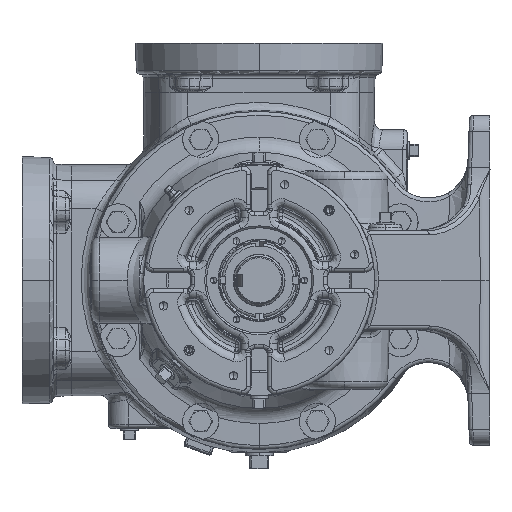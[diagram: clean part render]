
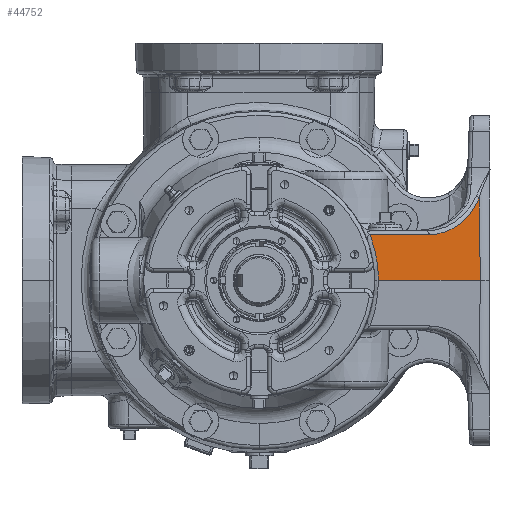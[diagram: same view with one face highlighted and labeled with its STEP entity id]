
A CAD part, left-side view. The second image highlights one B-rep face of the part: STEP entity #44752.
In plain terms, the highlighted planar face has unit normal (-0.642, -0.766, 0.035).
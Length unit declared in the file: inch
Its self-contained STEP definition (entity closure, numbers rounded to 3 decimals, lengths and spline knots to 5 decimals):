
#2647 = CARTESIAN_POINT ( 'NONE',  ( -9.66699, -3.61717, 0. ) ) ;
#7690 = AXIS2_PLACEMENT_3D ( 'NONE', #223619, #131577, #130374 ) ;
#13182 = ORIENTED_EDGE ( 'NONE', *, *, #48328, .T. ) ;
#13478 = ORIENTED_EDGE ( 'NONE', *, *, #64353, .T. ) ;
#39762 = LINE ( 'NONE', #131834, #145704 ) ;
#44752 = ADVANCED_FACE ( 'Defeatured_0_3432', ( #166748 ), #170320, .T. ) ;
#47151 = VERTEX_POINT ( 'NONE', #95287 ) ;
#48328 = EDGE_CURVE ( 'NONE', #85062, #172402, #207419, .T. ) ;
#54673 = CARTESIAN_POINT ( 'NONE',  ( -5.35964, -7.16837, 1.38419 ) ) ;
#55414 = EDGE_CURVE ( 'NONE', #172402, #47151, #163795, .T. ) ;
#59034 = VERTEX_POINT ( 'NONE', #118528 ) ;
#59526 = EDGE_CURVE ( 'NONE', #109434, #59034, #171009, .T. ) ;
#60545 = CARTESIAN_POINT ( 'NONE',  ( -7.76069, -5.15365, 1.38419 ) ) ;
#63085 = VECTOR ( 'NONE', #220651, 39.37008 ) ;
#64353 = EDGE_CURVE ( 'NONE', #59034, #85062, #39762, .T. ) ;
#77708 = DIRECTION ( 'NONE',  ( 0.766, -0.643, 0. ) ) ;
#78524 = ORIENTED_EDGE ( 'NONE', *, *, #59526, .T. ) ;
#85062 = VERTEX_POINT ( 'NONE', #204282 ) ;
#93050 = DIRECTION ( 'NONE',  ( 0.035, 0.016, 0.999 ) ) ;
#95287 = CARTESIAN_POINT ( 'NONE',  ( -9.89399, -3.3636, 1.38419 ) ) ;
#103402 = CARTESIAN_POINT ( 'NONE',  ( -7.76069, -5.15365, 1.38419 ) ) ;
#105565 = EDGE_LOOP ( 'NONE', ( #153754, #224901, #78524, #13478, #13182 ) ) ;
#109434 = VERTEX_POINT ( 'NONE', #122467 ) ;
#112896 = CARTESIAN_POINT ( 'NONE',  ( -5.39071, -7.2054, 0. ) ) ;
#115071 = CARTESIAN_POINT ( 'NONE',  ( -5.89595, -6.66768, 2.49565 ) ) ;
#118528 = CARTESIAN_POINT ( 'NONE',  ( -5.9831, -6.70832, 0. ) ) ;
#122467 = CARTESIAN_POINT ( 'NONE',  ( -9.66699, -3.61717, 0. ) ) ;
#130374 = DIRECTION ( 'NONE',  ( 0.766, -0.643, 0. ) ) ;
#131577 = DIRECTION ( 'NONE',  ( -0.642, -0.766, 0.035 ) ) ;
#131834 = CARTESIAN_POINT ( 'NONE',  ( -5.86318, -6.6524, 3.43399 ) ) ;
#145704 = VECTOR ( 'NONE', #93050, 39.37008 ) ;
#148503 = VECTOR ( 'NONE', #77708, 39.37008 ) ;
#148841 = EDGE_CURVE ( 'NONE', #47151, #109434, #206391, .T. ) ;
#153754 = ORIENTED_EDGE ( 'NONE', *, *, #55414, .T. ) ;
#154008 = CARTESIAN_POINT ( 'NONE',  ( -9.72017, -3.52969, 0.94024 ) ) ;
#163795 = LINE ( 'NONE', #54673, #63085 ) ;
#166748 = FACE_OUTER_BOUND ( 'NONE', #105565, .T. ) ;
#170320 = PLANE ( 'NONE',  #7690 ) ;
#171009 = LINE ( 'NONE', #112896, #148503 ) ;
#172402 = VERTEX_POINT ( 'NONE', #103402 ) ;
#188930 = CARTESIAN_POINT ( 'NONE',  ( -6.27591, -6.38088, 1.79312 ) ) ;
#204282 = CARTESIAN_POINT ( 'NONE',  ( -5.89595, -6.66768, 2.49565 ) ) ;
#206391 =( BOUNDED_CURVE ( )  B_SPLINE_CURVE ( 3, ( #207323, #154008, #223096, #2647 ),
 .UNSPECIFIED., .F., .T. ) 
 B_SPLINE_CURVE_WITH_KNOTS ( ( 4, 4 ),
 ( 2.82914, 3.18278 ),
 .UNSPECIFIED. ) 
 CURVE ( )  GEOMETRIC_REPRESENTATION_ITEM ( )  RATIONAL_B_SPLINE_CURVE ( ( 1., 0.99, 0.99, 1. ) ) 
 REPRESENTATION_ITEM ( '' )  );
#207323 = CARTESIAN_POINT ( 'NONE',  ( -9.89399, -3.3636, 1.38419 ) ) ;
#207419 =( BOUNDED_CURVE ( )  B_SPLINE_CURVE ( 3, ( #115071, #188930, #226501, #60545 ),
 .UNSPECIFIED., .F., .T. ) 
 B_SPLINE_CURVE_WITH_KNOTS ( ( 4, 4 ),
 ( 3.58311, 4.65812 ),
 .UNSPECIFIED. ) 
 CURVE ( )  GEOMETRIC_REPRESENTATION_ITEM ( )  RATIONAL_B_SPLINE_CURVE ( ( 1., 0.906, 0.906, 1. ) ) 
 REPRESENTATION_ITEM ( '' )  );
#220651 = DIRECTION ( 'NONE',  ( -0.766, 0.643, 0. ) ) ;
#223096 = CARTESIAN_POINT ( 'NONE',  ( -9.6437, -3.61511, 0.474 ) ) ;
#223619 = CARTESIAN_POINT ( 'NONE',  ( -5.39071, -7.2054, 0. ) ) ;
#224901 = ORIENTED_EDGE ( 'NONE', *, *, #148841, .T. ) ;
#226501 = CARTESIAN_POINT ( 'NONE',  ( -6.96199, -5.82384, 1.38419 ) ) ;
